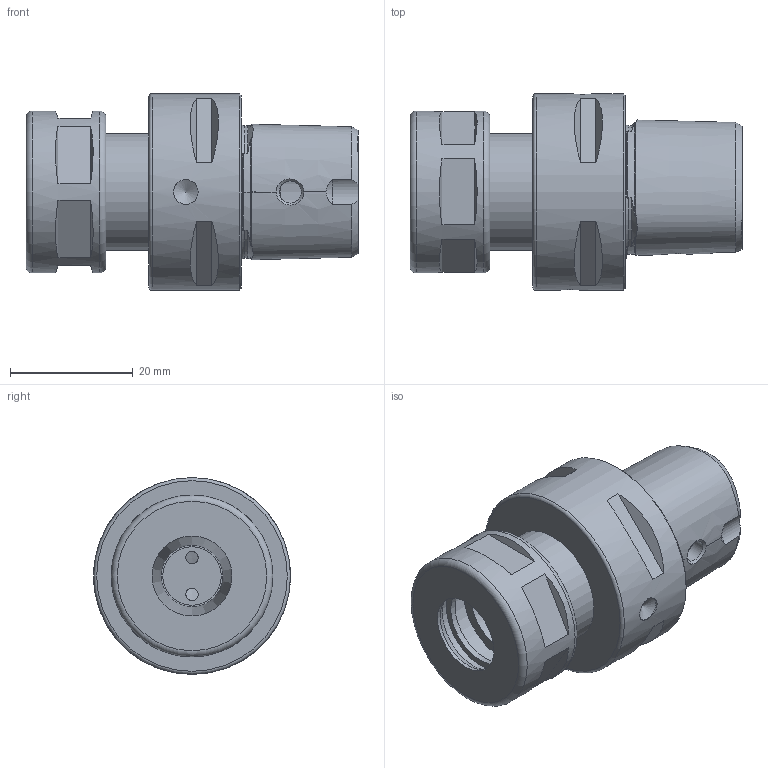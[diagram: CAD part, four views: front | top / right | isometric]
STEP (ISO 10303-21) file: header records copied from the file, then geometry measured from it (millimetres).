
FILE_DESCRIPTION((''),'2;1');
FILE_NAME('670000309035-3D.stp','2021-01-28T09:57:38',('nttooll'),(''),'Autodesk Inventor 2012','Autodesk Inventor 2012','');
FILE_SCHEMA(('AUTOMOTIVE_DESIGN { 1 0 10303 214 1 1 1 1 }'));
Length unit declared in the file: millimetre
Products named in the file (1): 670000309035-3D
Bounding box: 54 x 32 x 32 mm (x, y, z)
Volume: 19963.9 mm3; surface area: 9240 mm2
Topology: 1 solids, 2 shells, 125 faces, 271 edges, 171 vertices
Faces by surface type: plane 51, cylinder 28, cone 23, bspline 16, torus 7
Full cylindrical faces by diameter (mm): 2 x2, 3.6 x1, 4 x2, 9.5 x1, 10.5 x1, 12 x2, 12.5 x1, 13 x1, 13.5 x1, 15 x2, 15.5 x1, 16.5 x1, 19 x2, 26.3 x1, 32 x1
Entity records: 6492 total; most frequent: CARTESIAN_POINT 4012, DIRECTION 458, ORIENTED_EDGE 428, EDGE_CURVE 214, AXIS2_PLACEMENT_3D 200, EDGE_LOOP 195, VERTEX_POINT 159, FACE_OUTER_BOUND 123
